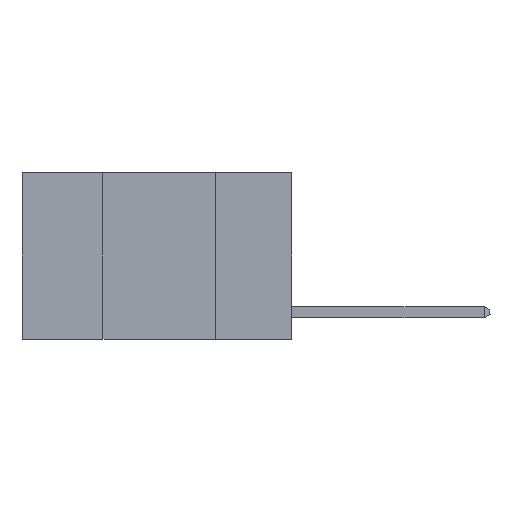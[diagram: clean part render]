
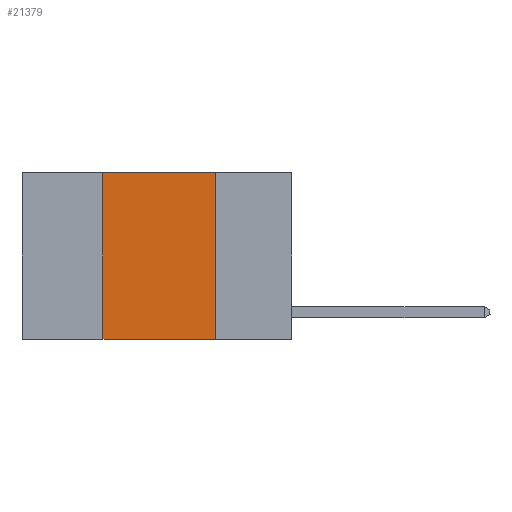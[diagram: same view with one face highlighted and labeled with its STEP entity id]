
A CAD part, left-side view. The second image highlights one B-rep face of the part: STEP entity #21379.
In plain terms, the highlighted planar face has unit normal (-1, 0, 0).
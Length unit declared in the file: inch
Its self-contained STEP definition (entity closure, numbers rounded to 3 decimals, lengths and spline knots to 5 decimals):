
#523 = LINE ( 'NONE', #18897, #25213 ) ;
#1519 = EDGE_CURVE ( 'NONE', #7096, #29179, #13122, .T. ) ;
#1668 = CARTESIAN_POINT ( 'NONE',  ( 0., 0.42, 0. ) ) ;
#3848 = DIRECTION ( 'NONE',  ( 0., 0., -1. ) ) ;
#6008 = VECTOR ( 'NONE', #3848, 39.37008 ) ;
#7096 = VERTEX_POINT ( 'NONE', #26051 ) ;
#7283 = EDGE_LOOP ( 'NONE', ( #26731, #21923, #13726, #8153 ) ) ;
#8153 = ORIENTED_EDGE ( 'NONE', *, *, #13848, .T. ) ;
#10551 = EDGE_CURVE ( 'NONE', #17818, #13686, #20230, .T. ) ;
#11843 = CARTESIAN_POINT ( 'NONE',  ( 0., 0.6, -0.37 ) ) ;
#12901 = DIRECTION ( 'NONE',  ( 1., 0., 0. ) ) ;
#13122 = LINE ( 'NONE', #25442, #25024 ) ;
#13686 = VERTEX_POINT ( 'NONE', #25579 ) ;
#13726 = ORIENTED_EDGE ( 'NONE', *, *, #1519, .F. ) ;
#13848 = EDGE_CURVE ( 'NONE', #7096, #13686, #20060, .T. ) ;
#14076 = FACE_OUTER_BOUND ( 'NONE', #7283, .T. ) ;
#16046 = DIRECTION ( 'NONE',  ( 0., 0., 1. ) ) ;
#17818 = VERTEX_POINT ( 'NONE', #22933 ) ;
#18897 = CARTESIAN_POINT ( 'NONE',  ( 0., 0.6, 0. ) ) ;
#20025 = PLANE ( 'NONE',  #30479 ) ;
#20060 = LINE ( 'NONE', #11843, #24085 ) ;
#20230 = LINE ( 'NONE', #22859, #6008 ) ;
#21379 = ADVANCED_FACE ( 'NONE', ( #14076 ), #20025, .F. ) ;
#21923 = ORIENTED_EDGE ( 'NONE', *, *, #27099, .F. ) ;
#22859 = CARTESIAN_POINT ( 'NONE',  ( 0., 0.17, 0. ) ) ;
#22933 = CARTESIAN_POINT ( 'NONE',  ( 0., 0.17, 0. ) ) ;
#24085 = VECTOR ( 'NONE', #26088, 39.37008 ) ;
#25024 = VECTOR ( 'NONE', #16046, 39.37008 ) ;
#25213 = VECTOR ( 'NONE', #26016, 39.37008 ) ;
#25442 = CARTESIAN_POINT ( 'NONE',  ( 0., 0.42, 0. ) ) ;
#25579 = CARTESIAN_POINT ( 'NONE',  ( 0., 0.17, -0.37 ) ) ;
#26016 = DIRECTION ( 'NONE',  ( 0., -1., 0. ) ) ;
#26051 = CARTESIAN_POINT ( 'NONE',  ( 0., 0.42, -0.37 ) ) ;
#26088 = DIRECTION ( 'NONE',  ( 0., -1., 0. ) ) ;
#26731 = ORIENTED_EDGE ( 'NONE', *, *, #10551, .F. ) ;
#27099 = EDGE_CURVE ( 'NONE', #29179, #17818, #523, .T. ) ;
#27147 = CARTESIAN_POINT ( 'NONE',  ( 0., 0.6, 0. ) ) ;
#29179 = VERTEX_POINT ( 'NONE', #1668 ) ;
#29451 = DIRECTION ( 'NONE',  ( 0., 0., -1. ) ) ;
#30479 = AXIS2_PLACEMENT_3D ( 'NONE', #27147, #12901, #29451 ) ;
